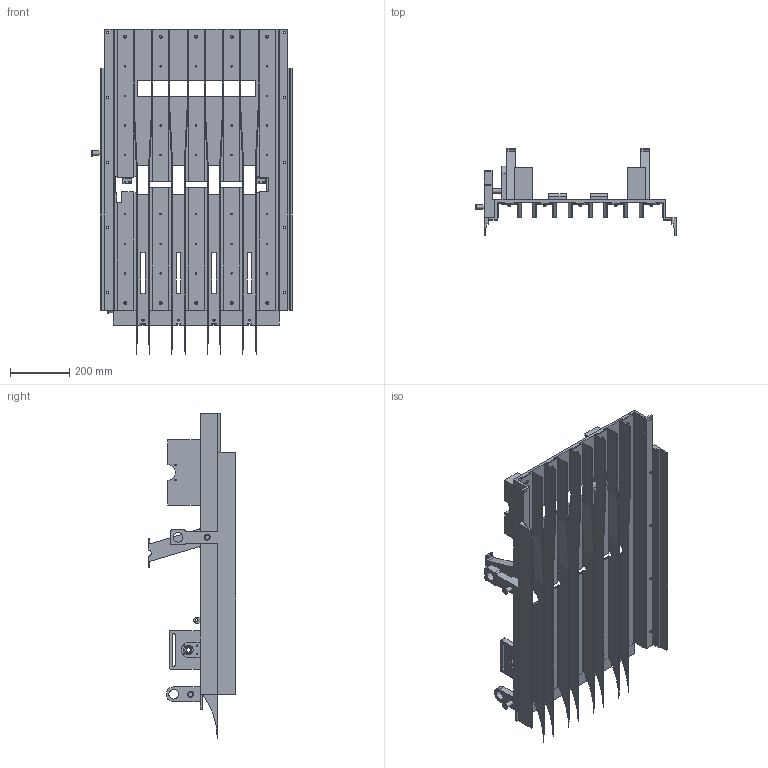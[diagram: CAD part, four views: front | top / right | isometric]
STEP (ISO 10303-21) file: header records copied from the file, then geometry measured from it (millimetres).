
FILE_DESCRIPTION( ('This file contains a STEP AP42 implementation' ,'as created by ZW3D STEP Interface translator.' ,'') ,'2;1' );
FILE_NAME( '蚾饜-婥啣奻裔.iam.stp' ,'251027.114758', (''), ('ZWCAD Software Co.'), 'Version 1.0', 'ZW3D to STEP translator', '' );
FILE_SCHEMA(('AUTOMOTIVE_DESIGN { 1 0 10303 214 1 1 1 1 }'));
Length unit declared in the file: millimetre
Products named in the file (7): 0; 蚾饜-婥啣奻裔.iam; 婥啣奻裔.ipt; ﾔﾘｰ袞ﾂｵｯﾆｬｹﾌｶｨﾂﾝﾋｿ.ipt; 婥啣狟粟え囀3.ipt; 婥啣狟粟え衵.ipt; 婥啣狟粟え酘.ipt
Assembly tree (16 placements, depth 2):
  0
  蚾饜-婥啣奻裔.iam
    婥啣奻裔.ipt
    ﾔﾘｰ袞ﾂｵｯﾆｬｹﾌｶｨﾂﾝﾋｿ.ipt  x10
    婥啣狟粟え囀3.ipt  x3
    婥啣狟粟え衵.ipt
    婥啣狟粟え酘.ipt
Bounding box: 678.27 x 295.88 x 1100 mm (x, y, z)
Volume: 12363796.4 mm3; surface area: 3836599.8 mm2
Topology: 16 solids, 16 shells, 970 faces, 2890 edges, 1970 vertices
Faces by surface type: plane 560, cylinder 322, sphere 60, torus 18, cone 10
Full cylindrical faces by diameter (mm): 3 x16, 4 x4, 5 x104, 8 x14, 10 x14, 15 x3, 20 x2, 24 x1, 32 x4
Entity records: 21621 total; most frequent: CARTESIAN_POINT 3714, ORIENTED_EDGE 3598, DIRECTION 3591, EDGE_CURVE 1799, VERTEX_POINT 1275, AXIS2_PLACEMENT_3D 1218, VECTOR 1155, LINE 1155
